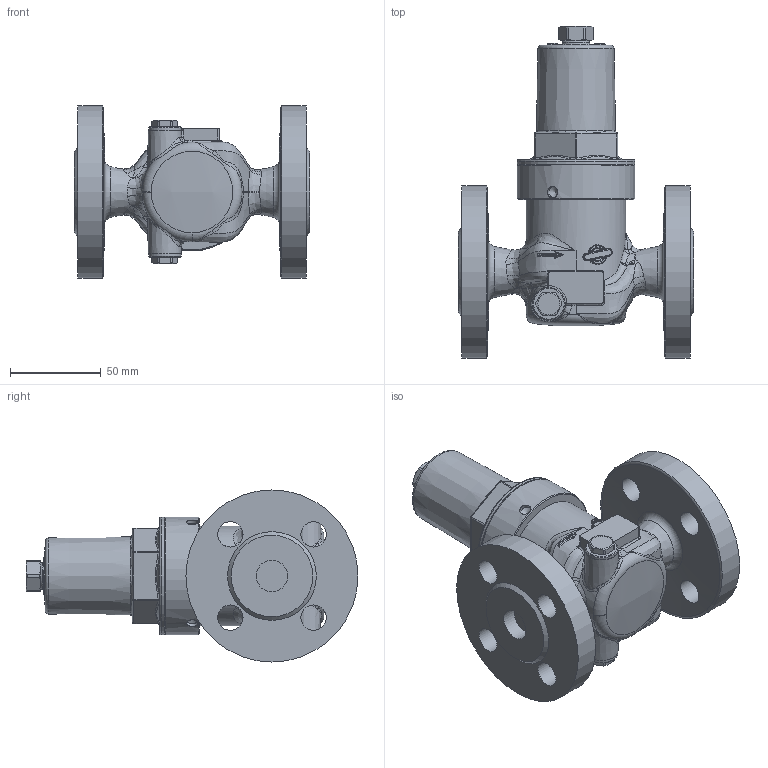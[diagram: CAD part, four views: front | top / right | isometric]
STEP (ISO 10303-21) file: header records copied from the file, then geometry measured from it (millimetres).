
FILE_DESCRIPTION(/* description */ (''),/* implementation_level */ '2;1');
FILE_NAME(/* name */ '085002.stp',/* time_stamp */ '2024-01-22T15:40:41+01:00',/* author */ ('gninka'),/* organization */ (''),/* preprocessor_version */ 'ST-DEVELOPER v19',/* originating_system */ 'Autodesk Inventor 2023',/* authorisation */ '');
FILE_SCHEMA (('AUTOMOTIVE_DESIGN { 1 0 10303 214 3 1 1 }'));
Products named in the file (1): 085002-56330.20240122_step
Bounding box: 130 x 183.28 x 95 mm (x, y, z)
Volume: 574758.7 mm3; surface area: 76843.5 mm2
Topology: 1 solids, 1 shells, 633 faces, 1679 edges, 1040 vertices
Faces by surface type: bspline 319, plane 127, cylinder 102, cone 46, torus 29, sphere 10
Full cylindrical faces by diameter (mm): 2 x1, 5 x1, 6.1 x3, 10 x1, 10.2 x1, 14 x8, 15 x1, 17.341 x2, 18 x2, 55 x1, 65 x1, 95 x2
Entity records: 37087 total; most frequent: CARTESIAN_POINT 24055, ORIENTED_EDGE 3282, DIRECTION 1783, EDGE_CURVE 1641, VERTEX_POINT 1040, B_SPLINE_CURVE_WITH_KNOTS 886, AXIS2_PLACEMENT_3D 761, EDGE_LOOP 679
